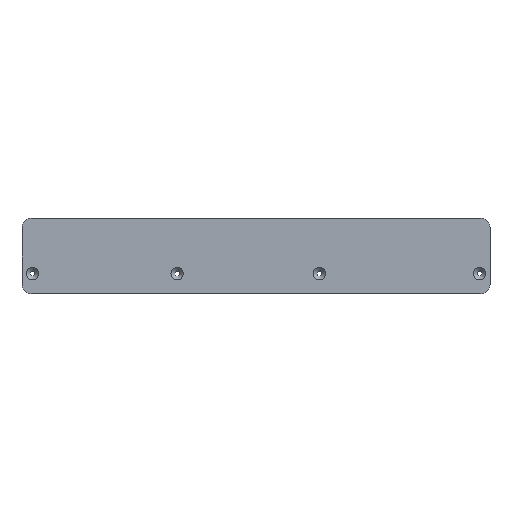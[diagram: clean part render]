
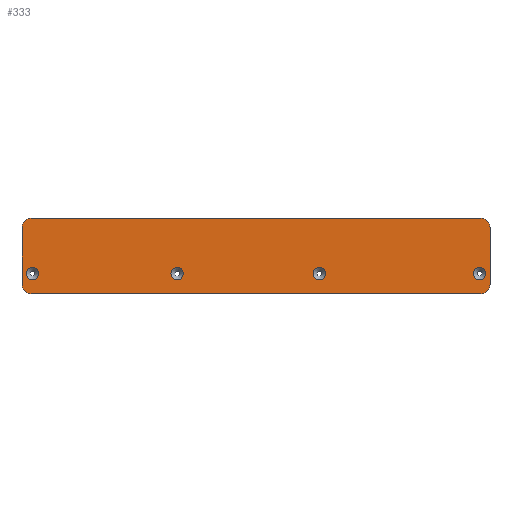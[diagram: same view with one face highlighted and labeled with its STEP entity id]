
A CAD part, top view. The second image highlights one B-rep face of the part: STEP entity #333.
In plain terms, the highlighted planar face has unit normal (0, 0, 1).
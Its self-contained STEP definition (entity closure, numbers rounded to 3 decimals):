
#19=FACE_BOUND('',#76,.T.);
#20=FACE_BOUND('',#77,.T.);
#21=FACE_BOUND('',#78,.T.);
#22=FACE_BOUND('',#79,.T.);
#31=PLANE('',#386);
#57=FACE_OUTER_BOUND('',#75,.T.);
#75=EDGE_LOOP('',(#289,#290,#291,#292,#293,#294,#295,#296));
#76=EDGE_LOOP('',(#297));
#77=EDGE_LOOP('',(#298));
#78=EDGE_LOOP('',(#299));
#79=EDGE_LOOP('',(#300));
#95=LINE('',#548,#119);
#99=LINE('',#560,#123);
#103=LINE('',#572,#127);
#107=LINE('',#583,#131);
#119=VECTOR('',#451,10.);
#123=VECTOR('',#463,10.);
#127=VECTOR('',#475,10.);
#131=VECTOR('',#487,10.);
#133=CIRCLE('',#351,3.);
#136=CIRCLE('',#356,3.);
#139=CIRCLE('',#361,3.);
#142=CIRCLE('',#366,3.);
#145=CIRCLE('',#371,4.5);
#147=CIRCLE('',#375,4.5);
#149=CIRCLE('',#379,4.5);
#151=CIRCLE('',#383,4.5);
#153=VERTEX_POINT('',#498);
#156=VERTEX_POINT('',#508);
#159=VERTEX_POINT('',#518);
#162=VERTEX_POINT('',#528);
#165=VERTEX_POINT('',#538);
#166=VERTEX_POINT('',#539);
#169=VERTEX_POINT('',#547);
#171=VERTEX_POINT('',#553);
#173=VERTEX_POINT('',#559);
#175=VERTEX_POINT('',#565);
#177=VERTEX_POINT('',#571);
#179=VERTEX_POINT('',#577);
#181=EDGE_CURVE('',#153,#153,#133,.T.);
#186=EDGE_CURVE('',#156,#156,#136,.T.);
#191=EDGE_CURVE('',#159,#159,#139,.T.);
#196=EDGE_CURVE('',#162,#162,#142,.T.);
#201=EDGE_CURVE('',#165,#166,#145,.F.);
#205=EDGE_CURVE('',#166,#169,#95,.F.);
#208=EDGE_CURVE('',#169,#171,#147,.F.);
#211=EDGE_CURVE('',#171,#173,#99,.F.);
#214=EDGE_CURVE('',#173,#175,#149,.F.);
#217=EDGE_CURVE('',#175,#177,#103,.F.);
#220=EDGE_CURVE('',#177,#179,#151,.F.);
#223=EDGE_CURVE('',#179,#165,#107,.F.);
#289=ORIENTED_EDGE('',*,*,#223,.T.);
#290=ORIENTED_EDGE('',*,*,#201,.T.);
#291=ORIENTED_EDGE('',*,*,#205,.T.);
#292=ORIENTED_EDGE('',*,*,#208,.T.);
#293=ORIENTED_EDGE('',*,*,#211,.T.);
#294=ORIENTED_EDGE('',*,*,#214,.T.);
#295=ORIENTED_EDGE('',*,*,#217,.T.);
#296=ORIENTED_EDGE('',*,*,#220,.T.);
#297=ORIENTED_EDGE('',*,*,#181,.T.);
#298=ORIENTED_EDGE('',*,*,#186,.T.);
#299=ORIENTED_EDGE('',*,*,#191,.T.);
#300=ORIENTED_EDGE('',*,*,#196,.T.);
#333=ADVANCED_FACE('',(#57,#19,#20,#21,#22),#31,.T.);
#351=AXIS2_PLACEMENT_3D('',#499,#395,#396);
#356=AXIS2_PLACEMENT_3D('',#509,#407,#408);
#361=AXIS2_PLACEMENT_3D('',#519,#419,#420);
#366=AXIS2_PLACEMENT_3D('',#529,#431,#432);
#371=AXIS2_PLACEMENT_3D('',#540,#443,#444);
#375=AXIS2_PLACEMENT_3D('',#554,#456,#457);
#379=AXIS2_PLACEMENT_3D('',#566,#468,#469);
#383=AXIS2_PLACEMENT_3D('',#578,#480,#481);
#386=AXIS2_PLACEMENT_3D('',#585,#489,#490);
#395=DIRECTION('center_axis',(0.,0.,
-1.));
#396=DIRECTION('ref_axis',(1.,0.,0.));
#407=DIRECTION('center_axis',(0.,0.,
-1.));
#408=DIRECTION('ref_axis',(1.,0.,0.));
#419=DIRECTION('center_axis',(0.,0.,
-1.));
#420=DIRECTION('ref_axis',(1.,0.,0.));
#431=DIRECTION('center_axis',(0.,0.,
-1.));
#432=DIRECTION('ref_axis',(1.,0.,0.));
#443=DIRECTION('center_axis',(0.,0.,
-1.));
#444=DIRECTION('ref_axis',(0.,1.,0.));
#451=DIRECTION('',(0.,1.,0.));
#456=DIRECTION('center_axis',(0.,0.,
-1.));
#457=DIRECTION('ref_axis',(-1.,0.,0.));
#463=DIRECTION('',(-1.,0.,0.));
#468=DIRECTION('center_axis',(0.,0.,
-1.));
#469=DIRECTION('ref_axis',(0.,-1.,0.));
#475=DIRECTION('',(0.,-1.,0.));
#480=DIRECTION('center_axis',(0.,0.,
-1.));
#481=DIRECTION('ref_axis',(1.,0.,0.));
#487=DIRECTION('',(1.,0.,0.));
#489=DIRECTION('center_axis',(0.,0.,
1.));
#490=DIRECTION('ref_axis',(1.,0.,0.));
#498=CARTESIAN_POINT('',(105.133,-8.548,0.));
#499=CARTESIAN_POINT('Origin',(108.133,-8.548,0.));
#508=CARTESIAN_POINT('',(-111.132,-8.55,0.));
#509=CARTESIAN_POINT('Origin',(-108.132,-8.55,0.));
#518=CARTESIAN_POINT('',(-41.132,-8.55,0.));
#519=CARTESIAN_POINT('Origin',(-38.132,-8.55,0.));
#528=CARTESIAN_POINT('',(27.604,-8.55,0.));
#529=CARTESIAN_POINT('Origin',(30.604,-8.55,0.));
#538=CARTESIAN_POINT('',(-108.666,18.216,0.));
#539=CARTESIAN_POINT('',(-113.166,13.716,0.));
#540=CARTESIAN_POINT('Origin',(-108.666,13.716,0.));
#547=CARTESIAN_POINT('',(-113.166,-13.716,0.));
#548=CARTESIAN_POINT('',(-113.166,-6.858,0.));
#553=CARTESIAN_POINT('',(-108.666,-18.216,0.));
#554=CARTESIAN_POINT('Origin',(-108.666,-13.716,0.));
#559=CARTESIAN_POINT('',(108.666,-18.216,0.));
#560=CARTESIAN_POINT('',(54.333,-18.216,0.));
#565=CARTESIAN_POINT('',(113.166,-13.716,0.));
#566=CARTESIAN_POINT('Origin',(108.666,-13.716,0.));
#571=CARTESIAN_POINT('',(113.166,13.716,0.));
#572=CARTESIAN_POINT('',(113.166,6.858,0.));
#577=CARTESIAN_POINT('',(108.666,18.216,0.));
#578=CARTESIAN_POINT('Origin',(108.666,13.716,0.));
#583=CARTESIAN_POINT('',(-54.333,18.216,0.));
#585=CARTESIAN_POINT('Origin',(0.,0.,
0.));
